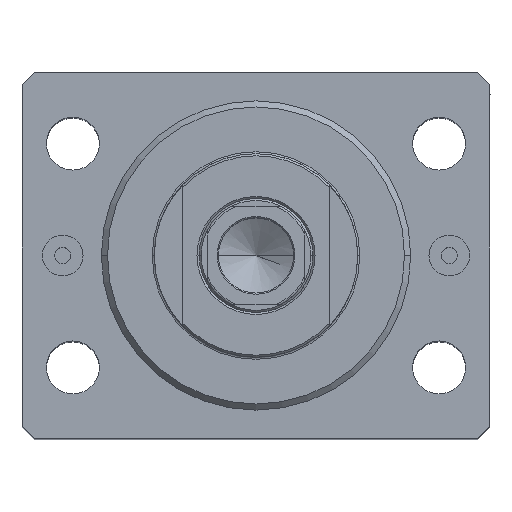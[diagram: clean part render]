
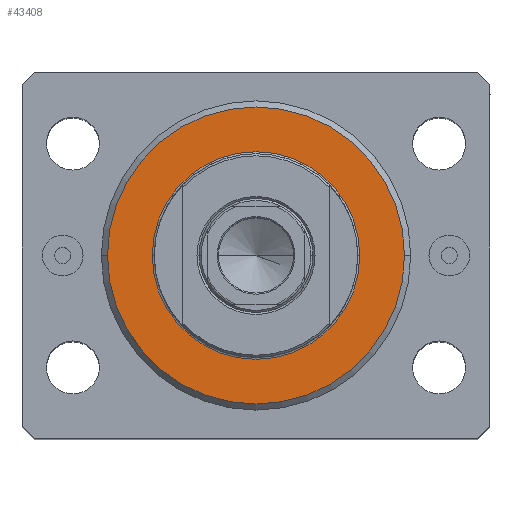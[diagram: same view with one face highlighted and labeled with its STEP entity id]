
A CAD part, top view. The second image highlights one B-rep face of the part: STEP entity #43408.
In plain terms, the highlighted face is planar.
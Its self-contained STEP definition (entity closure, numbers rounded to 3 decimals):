
#1608 = DIRECTION ( 'NONE',  ( 1., 0., 0. ) ) ;
#2529 = CARTESIAN_POINT ( 'NONE',  ( 0., 0., 0. ) ) ;
#2563 = VERTEX_POINT ( 'NONE', #37626 ) ;
#5570 = VERTEX_POINT ( 'NONE', #21123 ) ;
#6249 = DIRECTION ( 'NONE',  ( 0., 0., 1. ) ) ;
#7114 = CARTESIAN_POINT ( 'NONE',  ( 0., 0., 0. ) ) ;
#8084 = EDGE_CURVE ( 'NONE', #5570, #2563, #20284, .T. ) ;
#8841 = FACE_BOUND ( 'NONE', #18830, .T. ) ;
#9272 = EDGE_LOOP ( 'NONE', ( #37888, #43173 ) ) ;
#9600 = AXIS2_PLACEMENT_3D ( 'NONE', #21420, #35816, #1608 ) ;
#10696 = EDGE_CURVE ( 'NONE', #2563, #5570, #23945, .T. ) ;
#12885 = PLANE ( 'NONE',  #13786 ) ;
#13786 = AXIS2_PLACEMENT_3D ( 'NONE', #2529, #39666, #43029 ) ;
#14100 = AXIS2_PLACEMENT_3D ( 'NONE', #29026, #14850, #42732 ) ;
#14850 = DIRECTION ( 'NONE',  ( 0., 0., -1. ) ) ;
#16590 = DIRECTION ( 'NONE',  ( 1., 0., 0. ) ) ;
#18830 = EDGE_LOOP ( 'NONE', ( #19541, #26076 ) ) ;
#19541 = ORIENTED_EDGE ( 'NONE', *, *, #8084, .T. ) ;
#20284 = CIRCLE ( 'NONE', #23170, 25.5 ) ;
#21123 = CARTESIAN_POINT ( 'NONE',  ( 25.5, 0., 0. ) ) ;
#21278 = CIRCLE ( 'NONE', #14100, 36.5 ) ;
#21420 = CARTESIAN_POINT ( 'NONE',  ( 0., 0., 0. ) ) ;
#21817 = EDGE_CURVE ( 'NONE', #37649, #35218, #21278, .T. ) ;
#23170 = AXIS2_PLACEMENT_3D ( 'NONE', #7114, #6249, #16590 ) ;
#23945 = CIRCLE ( 'NONE', #9600, 25.5 ) ;
#24639 = DIRECTION ( 'NONE',  ( 0., 0., -1. ) ) ;
#25726 = FACE_OUTER_BOUND ( 'NONE', #9272, .T. ) ;
#26076 = ORIENTED_EDGE ( 'NONE', *, *, #10696, .T. ) ;
#26638 = EDGE_CURVE ( 'NONE', #35218, #37649, #43429, .T. ) ;
#29026 = CARTESIAN_POINT ( 'NONE',  ( 0., 0., 0. ) ) ;
#32718 = CARTESIAN_POINT ( 'NONE',  ( 36.5, 0., 0. ) ) ;
#35218 = VERTEX_POINT ( 'NONE', #32718 ) ;
#35816 = DIRECTION ( 'NONE',  ( 0., 0., 1. ) ) ;
#37626 = CARTESIAN_POINT ( 'NONE',  ( -25.5, 0., 0. ) ) ;
#37649 = VERTEX_POINT ( 'NONE', #42381 ) ;
#37699 = DIRECTION ( 'NONE',  ( 1., 0., 0. ) ) ;
#37888 = ORIENTED_EDGE ( 'NONE', *, *, #26638, .T. ) ;
#39666 = DIRECTION ( 'NONE',  ( 0., 0., 1. ) ) ;
#41280 = AXIS2_PLACEMENT_3D ( 'NONE', #42564, #24639, #37699 ) ;
#42381 = CARTESIAN_POINT ( 'NONE',  ( -36.5, 0., 0. ) ) ;
#42564 = CARTESIAN_POINT ( 'NONE',  ( 0., 0., 0. ) ) ;
#42732 = DIRECTION ( 'NONE',  ( 1., 0., 0. ) ) ;
#43029 = DIRECTION ( 'NONE',  ( 1., 0., 0. ) ) ;
#43173 = ORIENTED_EDGE ( 'NONE', *, *, #21817, .T. ) ;
#43408 = ADVANCED_FACE ( 'NONE', ( #8841, #25726 ), #12885, .F. ) ;
#43429 = CIRCLE ( 'NONE', #41280, 36.5 ) ;
